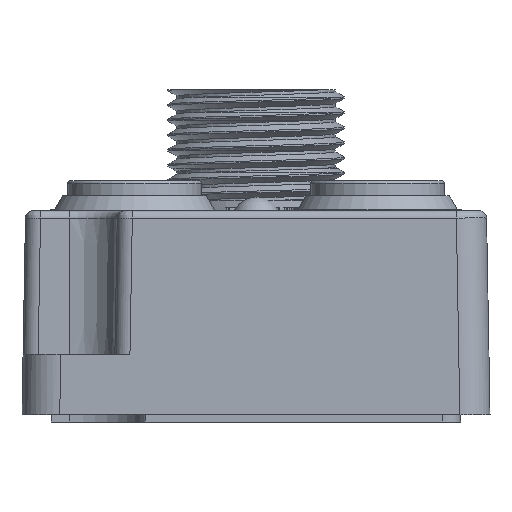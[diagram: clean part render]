
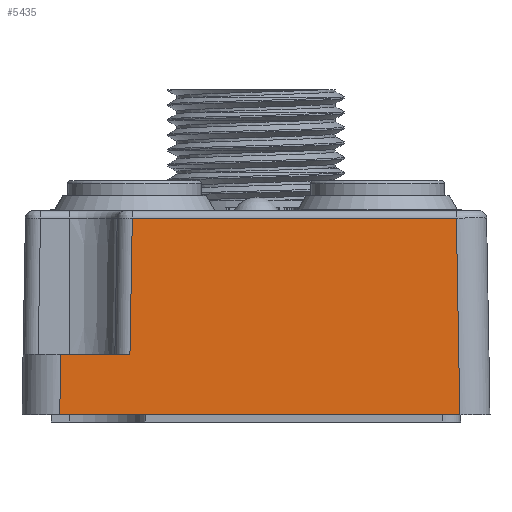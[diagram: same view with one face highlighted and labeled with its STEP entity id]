
A CAD part, front view. The second image highlights one B-rep face of the part: STEP entity #5435.
In plain terms, the highlighted planar face has unit normal (0, -1, 0.018).
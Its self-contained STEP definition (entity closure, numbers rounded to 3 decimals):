
#4621=FACE_OUTER_BOUND('',#8928,.T.);
#5435=ADVANCED_FACE('',(#4621),#6468,.T.);
#6468=PLANE('',#23331);
#8928=EDGE_LOOP('',(#10855,#10856,#10857,#10858,#10859,#10860));
#10855=ORIENTED_EDGE('',*,*,#17949,.T.);
#10856=ORIENTED_EDGE('',*,*,#17950,.T.);
#10857=ORIENTED_EDGE('',*,*,#17951,.T.);
#10858=ORIENTED_EDGE('',*,*,#17715,.F.);
#10859=ORIENTED_EDGE('',*,*,#17952,.T.);
#10860=ORIENTED_EDGE('',*,*,#17953,.T.);
#15883=VERTEX_POINT('',#30849);
#15884=VERTEX_POINT('',#30851);
#16075=VERTEX_POINT('',#31342);
#16076=VERTEX_POINT('',#31343);
#16077=VERTEX_POINT('',#31345);
#16078=VERTEX_POINT('',#31348);
#17715=EDGE_CURVE('',#15883,#15884,#20138,.T.);
#17949=EDGE_CURVE('',#16075,#16076,#20357,.T.);
#17950=EDGE_CURVE('',#16076,#16077,#20358,.T.);
#17951=EDGE_CURVE('',#16077,#15884,#20359,.T.);
#17952=EDGE_CURVE('',#15883,#16078,#20360,.T.);
#17953=EDGE_CURVE('',#16078,#16075,#20361,.T.);
#20138=LINE('',#30850,#21659);
#20357=LINE('',#31341,#21878);
#20358=LINE('',#31344,#21879);
#20359=LINE('',#31346,#21880);
#20360=LINE('',#31347,#21881);
#20361=LINE('',#31349,#21882);
#21659=VECTOR('',#24705,1.);
#21878=VECTOR('',#25054,1.);
#21879=VECTOR('',#25055,1.);
#21880=VECTOR('',#25056,1.);
#21881=VECTOR('',#25057,1.);
#21882=VECTOR('',#25058,1.);
#23331=AXIS2_PLACEMENT_3D('',#31350,#25059,#25060);
#24705=DIRECTION('',(-1.,0.,0.));
#25054=DIRECTION('',(-0.017,-0.017,-1.));
#25055=DIRECTION('',(-1.,0.,0.));
#25056=DIRECTION('',(-0.017,-0.017,-1.));
#25057=DIRECTION('',(-0.017,0.017,1.));
#25058=DIRECTION('',(-1.,0.,0.));
#25059=DIRECTION('',(0.,-1.,0.017));
#25060=DIRECTION('',(0.,0.017,1.));
#30849=CARTESIAN_POINT('',(328.85,-142.036,-13.5));
#30850=CARTESIAN_POINT('',(315.35,-142.036,-13.5));
#30851=CARTESIAN_POINT('',(302.35,-142.036,-13.5));
#31341=CARTESIAN_POINT('',(306.933,-142.034,-13.353));
#31342=CARTESIAN_POINT('',(307.157,-141.809,-0.491));
#31343=CARTESIAN_POINT('',(307.,-141.966,-9.5));
#31344=CARTESIAN_POINT('',(303.,-141.966,-9.5));
#31345=CARTESIAN_POINT('',(302.419,-141.966,-9.5));
#31346=CARTESIAN_POINT('',(302.354,-142.032,-13.276));
#31347=CARTESIAN_POINT('',(328.846,-142.032,-13.267));
#31348=CARTESIAN_POINT('',(328.623,-141.809,-0.491));
#31349=CARTESIAN_POINT('',(315.35,-141.809,-0.491));
#31350=CARTESIAN_POINT('',(315.35,-142.036,-13.5));
